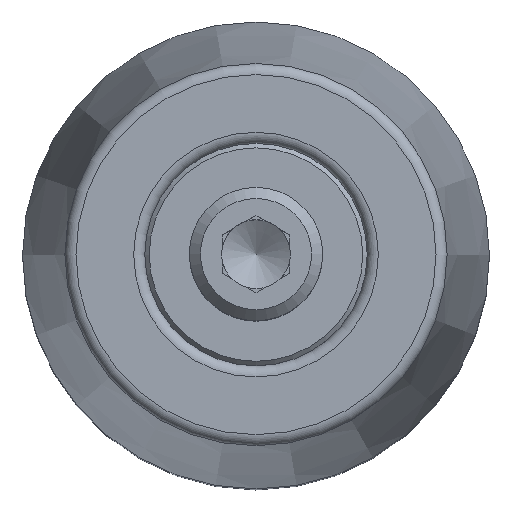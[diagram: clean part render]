
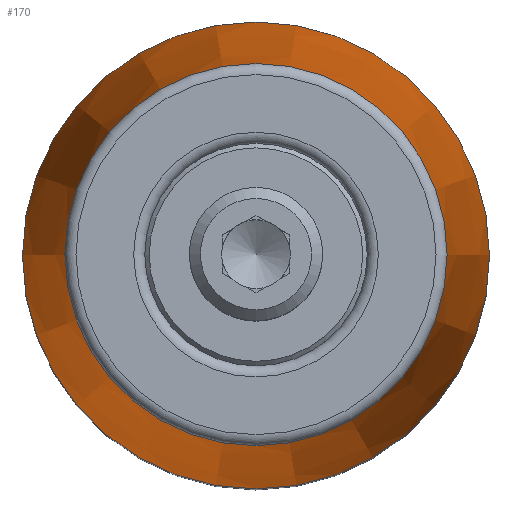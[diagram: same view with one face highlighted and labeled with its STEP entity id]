
A CAD part, top view. The second image highlights one B-rep face of the part: STEP entity #170.
In plain terms, the highlighted conical face has half-angle 4.941 degrees and reference radius 10.5 mm.
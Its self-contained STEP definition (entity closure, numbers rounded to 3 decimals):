
#170 = ADVANCED_FACE( '', ( #358, #359 ), #360, .T. );
#358 = FACE_BOUND( '', #551, .T. );
#359 = FACE_OUTER_BOUND( '', #552, .T. );
#360 = CONICAL_SURFACE( '', #553, 10.5, 0.086 );
#551 = EDGE_LOOP( '', ( #912 ) );
#552 = EDGE_LOOP( '', ( #913 ) );
#553 = AXIS2_PLACEMENT_3D( '', #914, #915, #916 );
#912 = ORIENTED_EDGE( '', *, *, #1056, .T. );
#913 = ORIENTED_EDGE( '', *, *, #972, .T. );
#914 = CARTESIAN_POINT( '', ( 0., 0., 27.5 ) );
#915 = DIRECTION( '', ( 0., 0., -1. ) );
#916 = DIRECTION( '', ( -1., 0., 0. ) );
#972 = EDGE_CURVE( '', #1118, #1118, #1119, .T. );
#1056 = EDGE_CURVE( '', #1255, #1255, #1256, .F. );
#1118 = VERTEX_POINT( '', #1329 );
#1119 = CIRCLE( '', #1330, 10.5 );
#1255 = VERTEX_POINT( '', #1497 );
#1256 = CIRCLE( '', #1498, 8.594 );
#1329 = CARTESIAN_POINT( '', ( 10.5, 0., 27.5 ) );
#1330 = AXIS2_PLACEMENT_3D( '', #1591, #1592, #1593 );
#1497 = CARTESIAN_POINT( '', ( 8.594, 0., 49.543 ) );
#1498 = AXIS2_PLACEMENT_3D( '', #1715, #1716, #1717 );
#1591 = CARTESIAN_POINT( '', ( 0., 0., 27.5 ) );
#1592 = DIRECTION( '', ( 0., 0., 1. ) );
#1593 = DIRECTION( '', ( 1., 0., 0. ) );
#1715 = CARTESIAN_POINT( '', ( 0., 0., 49.543 ) );
#1716 = DIRECTION( '', ( 0., 0., 1. ) );
#1717 = DIRECTION( '', ( 1., 0., 0. ) );
